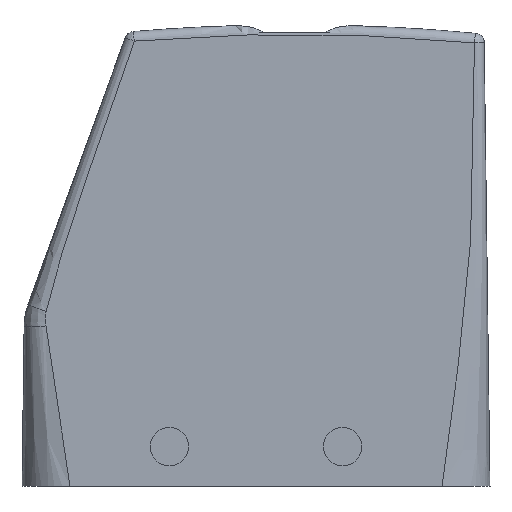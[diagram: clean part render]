
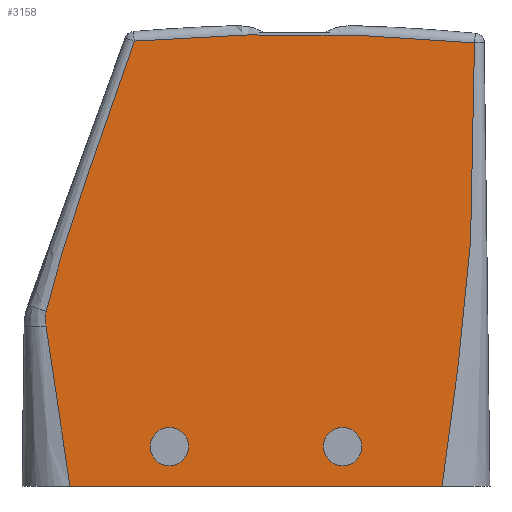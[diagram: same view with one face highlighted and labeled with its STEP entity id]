
A CAD part, left-side view. The second image highlights one B-rep face of the part: STEP entity #3158.
In plain terms, the highlighted planar face has unit normal (-1, 0, 0).
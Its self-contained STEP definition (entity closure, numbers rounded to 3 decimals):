
#2562=AXIS2_PLACEMENT_3D('Circle Axis2P3D',#2560,#2561,$) ;
#2574=AXIS2_PLACEMENT_3D('Circle Axis2P3D',#2572,#2573,$) ;
#2600=AXIS2_PLACEMENT_3D('Circle Axis2P3D',#2598,#2599,$) ;
#2612=AXIS2_PLACEMENT_3D('Circle Axis2P3D',#2610,#2611,$) ;
#3124=AXIS2_PLACEMENT_3D('Plane Axis2P3D',#3121,#3122,#3123) ;
#3139=AXIS2_PLACEMENT_3D('Circle Axis2P3D',#3137,#3138,$) ;
#471=CARTESIAN_POINT('Vertex',(7.5,7.487,0.)) ;
#476=CARTESIAN_POINT('Line Origine',(7.5,36.501,0.)) ;
#480=CARTESIAN_POINT('Vertex',(7.5,65.515,0.)) ;
#1764=CARTESIAN_POINT('Vertex',(7.5,69.243,24.955)) ;
#1768=CARTESIAN_POINT('Control Point',(7.5,69.235,27.257)) ;
#1769=CARTESIAN_POINT('Control Point',(7.5,69.284,26.997)) ;
#1770=CARTESIAN_POINT('Control Point',(7.5,69.32,26.735)) ;
#1771=CARTESIAN_POINT('Control Point',(7.5,69.342,26.472)) ;
#1772=CARTESIAN_POINT('Control Point',(7.5,69.358,26.005)) ;
#1773=CARTESIAN_POINT('Control Point',(7.5,69.329,25.545)) ;
#1774=CARTESIAN_POINT('Control Point',(7.5,69.309,25.346)) ;
#1775=CARTESIAN_POINT('Control Point',(7.5,69.28,25.149)) ;
#1776=CARTESIAN_POINT('Control Point',(7.5,69.243,24.955)) ;
#1777=CARTESIAN_POINT('Vertex',(7.5,69.235,27.257)) ;
#1965=CARTESIAN_POINT('Vertex',(7.5,55.485,69.452)) ;
#1969=CARTESIAN_POINT('Control Point',(7.5,55.485,69.452)) ;
#1970=CARTESIAN_POINT('Control Point',(7.5,56.167,67.538)) ;
#1971=CARTESIAN_POINT('Control Point',(7.5,56.839,65.641)) ;
#1972=CARTESIAN_POINT('Control Point',(7.5,57.494,63.782)) ;
#1973=CARTESIAN_POINT('Control Point',(7.5,59.354,58.465)) ;
#1974=CARTESIAN_POINT('Control Point',(7.5,61.186,53.145)) ;
#1975=CARTESIAN_POINT('Control Point',(7.5,62.346,49.749)) ;
#1976=CARTESIAN_POINT('Control Point',(7.5,63.917,45.136)) ;
#1977=CARTESIAN_POINT('Control Point',(7.5,65.442,40.513)) ;
#1978=CARTESIAN_POINT('Control Point',(7.5,65.815,39.371)) ;
#1979=CARTESIAN_POINT('Control Point',(7.5,66.589,36.935)) ;
#1980=CARTESIAN_POINT('Control Point',(7.5,67.321,34.488)) ;
#1981=CARTESIAN_POINT('Control Point',(7.5,67.672,33.268)) ;
#1982=CARTESIAN_POINT('Control Point',(7.5,68.181,31.43)) ;
#1983=CARTESIAN_POINT('Control Point',(7.5,68.66,29.584)) ;
#1984=CARTESIAN_POINT('Control Point',(7.5,68.817,28.967)) ;
#1985=CARTESIAN_POINT('Control Point',(7.5,68.994,28.254)) ;
#1986=CARTESIAN_POINT('Control Point',(7.5,69.167,27.54)) ;
#1987=CARTESIAN_POINT('Control Point',(7.5,69.19,27.446)) ;
#1988=CARTESIAN_POINT('Control Point',(7.5,69.212,27.352)) ;
#1989=CARTESIAN_POINT('Control Point',(7.5,69.235,27.257)) ;
#2181=CARTESIAN_POINT('Vertex',(7.5,2.421,69.176)) ;
#2550=CARTESIAN_POINT('Vertex',(7.5,21.245,5.241)) ;
#2557=CARTESIAN_POINT('Vertex',(7.5,24.755,7.159)) ;
#2560=CARTESIAN_POINT('Axis2P3D Location',(7.5,23.,6.2)) ;
#2572=CARTESIAN_POINT('Axis2P3D Location',(7.5,23.,6.2)) ;
#2588=CARTESIAN_POINT('Vertex',(7.5,48.245,7.159)) ;
#2595=CARTESIAN_POINT('Vertex',(7.5,51.755,5.241)) ;
#2598=CARTESIAN_POINT('Axis2P3D Location',(7.5,50.,6.2)) ;
#2610=CARTESIAN_POINT('Axis2P3D Location',(7.5,50.,6.2)) ;
#3075=CARTESIAN_POINT('Control Point',(7.5,2.421,69.176)) ;
#3076=CARTESIAN_POINT('Control Point',(7.5,2.418,66.926)) ;
#3077=CARTESIAN_POINT('Control Point',(7.5,2.421,64.676)) ;
#3078=CARTESIAN_POINT('Control Point',(7.5,2.432,62.426)) ;
#3079=CARTESIAN_POINT('Control Point',(7.5,2.466,57.92)) ;
#3080=CARTESIAN_POINT('Control Point',(7.5,2.523,53.413)) ;
#3081=CARTESIAN_POINT('Control Point',(7.5,2.559,51.051)) ;
#3082=CARTESIAN_POINT('Control Point',(7.5,2.726,42.567)) ;
#3083=CARTESIAN_POINT('Control Point',(7.5,3.166,34.086)) ;
#3084=CARTESIAN_POINT('Control Point',(7.5,3.797,27.863)) ;
#3085=CARTESIAN_POINT('Control Point',(7.5,4.828,19.684)) ;
#3086=CARTESIAN_POINT('Control Point',(7.5,5.942,11.512)) ;
#3087=CARTESIAN_POINT('Control Point',(7.5,6.213,9.533)) ;
#3088=CARTESIAN_POINT('Control Point',(7.5,6.635,6.431)) ;
#3089=CARTESIAN_POINT('Control Point',(7.5,7.05,3.327)) ;
#3090=CARTESIAN_POINT('Control Point',(7.5,7.197,2.216)) ;
#3091=CARTESIAN_POINT('Control Point',(7.5,7.342,1.109)) ;
#3092=CARTESIAN_POINT('Control Point',(7.5,7.487,0.)) ;
#3121=CARTESIAN_POINT('Axis2P3D Location',(7.5,-1.533,-30.8)) ;
#3127=CARTESIAN_POINT('Control Point',(7.5,69.243,24.955)) ;
#3128=CARTESIAN_POINT('Control Point',(7.5,68.818,21.443)) ;
#3129=CARTESIAN_POINT('Control Point',(7.5,68.315,17.927)) ;
#3130=CARTESIAN_POINT('Control Point',(7.5,67.763,14.458)) ;
#3131=CARTESIAN_POINT('Control Point',(7.5,66.953,9.429)) ;
#3132=CARTESIAN_POINT('Control Point',(7.5,66.171,4.389)) ;
#3133=CARTESIAN_POINT('Control Point',(7.5,65.951,2.94)) ;
#3134=CARTESIAN_POINT('Control Point',(7.5,65.733,1.482)) ;
#3135=CARTESIAN_POINT('Control Point',(7.5,65.515,0.)) ;
#3137=CARTESIAN_POINT('Axis2P3D Location',(7.5,30.5,-228.)) ;
#477=DIRECTION('Vector Direction',(0.,-1.,0.)) ;
#2561=DIRECTION('Axis2P3D Direction',(1.,0.,-0.)) ;
#2573=DIRECTION('Axis2P3D Direction',(1.,0.,-0.)) ;
#2599=DIRECTION('Axis2P3D Direction',(-1.,0.,0.)) ;
#2611=DIRECTION('Axis2P3D Direction',(-1.,0.,0.)) ;
#3122=DIRECTION('Axis2P3D Direction',(-1.,0.,0.)) ;
#3123=DIRECTION('Axis2P3D XDirection',(0.,-0.17,0.985)) ;
#3138=DIRECTION('Axis2P3D Direction',(-1.,0.,0.)) ;
#478=VECTOR('Line Direction',#477,1.) ;
#3143=ORIENTED_EDGE('',*,*,#1990,.F.) ;
#3144=ORIENTED_EDGE('',*,*,#1779,.F.) ;
#3145=ORIENTED_EDGE('',*,*,#3136,.F.) ;
#3146=ORIENTED_EDGE('',*,*,#482,.T.) ;
#3147=ORIENTED_EDGE('',*,*,#3093,.T.) ;
#3148=ORIENTED_EDGE('',*,*,#3141,.T.) ;
#3151=ORIENTED_EDGE('',*,*,#2614,.F.) ;
#3152=ORIENTED_EDGE('',*,*,#2602,.F.) ;
#3155=ORIENTED_EDGE('',*,*,#2576,.F.) ;
#3156=ORIENTED_EDGE('',*,*,#2564,.F.) ;
#3153=FACE_BOUND('',#3150,.T.) ;
#3157=FACE_BOUND('',#3154,.T.) ;
#3158=ADVANCED_FACE('HOUSING',(#3149,#3153,#3157),#3125,.T.) ;
#1767=B_SPLINE_CURVE_WITH_KNOTS('',5,(#1768,#1769,#1770,#1771,#1772,#1773,#1774,#1775,#1776),.UNSPECIFIED.,.F.,.U.,(6,3,6),(204.023,207.004,209.326),.UNSPECIFIED.) ;
#1968=B_SPLINE_CURVE_WITH_KNOTS('',5,(#1969,#1970,#1971,#1972,#1973,#1974,#1975,#1976,#1977,#1978,#1979,#1980,#1981,#1982,#1983,#1984,#1985,#1986,#1987,#1988,#1989),.UNSPECIFIED.,.F.,.U.,(6,3,3,3,3,3,6),(46.846,64.445,95.496,106.64,117.663,123.195,124.039),.UNSPECIFIED.) ;
#3074=B_SPLINE_CURVE_WITH_KNOTS('',5,(#3075,#3076,#3077,#3078,#3079,#3080,#3081,#3082,#3083,#3084,#3085,#3086,#3087,#3088,#3089,#3090,#3091,#3092),.UNSPECIFIED.,.F.,.U.,(6,3,3,3,3,6),(31.572,51.057,70.599,124.533,141.764,151.553),.UNSPECIFIED.) ;
#3126=B_SPLINE_CURVE_WITH_KNOTS('',5,(#3127,#3128,#3129,#3130,#3131,#3132,#3133,#3134,#3135),.UNSPECIFIED.,.F.,.U.,(6,3,6),(130.523,161.229,174.387),.UNSPECIFIED.) ;
#2563=CIRCLE('generated circle',#2562,2.) ;
#2575=CIRCLE('generated circle',#2574,2.) ;
#2601=CIRCLE('generated circle',#2600,2.) ;
#2613=CIRCLE('generated circle',#2612,2.) ;
#3140=CIRCLE('generated circle',#3139,298.5) ;
#482=EDGE_CURVE('',#481,#472,#479,.T.) ;
#1779=EDGE_CURVE('',#1765,#1778,#1767,.F.) ;
#1990=EDGE_CURVE('',#1778,#1966,#1968,.F.) ;
#2564=EDGE_CURVE('',#2558,#2551,#2563,.F.) ;
#2576=EDGE_CURVE('',#2551,#2558,#2575,.F.) ;
#2602=EDGE_CURVE('',#2596,#2589,#2601,.T.) ;
#2614=EDGE_CURVE('',#2589,#2596,#2613,.T.) ;
#3093=EDGE_CURVE('',#472,#2182,#3074,.F.) ;
#3136=EDGE_CURVE('',#481,#1765,#3126,.F.) ;
#3141=EDGE_CURVE('',#2182,#1966,#3140,.T.) ;
#3142=EDGE_LOOP('',(#3143,#3144,#3145,#3146,#3147,#3148)) ;
#3150=EDGE_LOOP('',(#3151,#3152)) ;
#3154=EDGE_LOOP('',(#3155,#3156)) ;
#3149=FACE_OUTER_BOUND('',#3142,.T.) ;
#479=LINE('Line',#476,#478) ;
#3125=PLANE('',#3124) ;
#472=VERTEX_POINT('',#471) ;
#481=VERTEX_POINT('',#480) ;
#1765=VERTEX_POINT('',#1764) ;
#1778=VERTEX_POINT('',#1777) ;
#1966=VERTEX_POINT('',#1965) ;
#2182=VERTEX_POINT('',#2181) ;
#2551=VERTEX_POINT('',#2550) ;
#2558=VERTEX_POINT('',#2557) ;
#2589=VERTEX_POINT('',#2588) ;
#2596=VERTEX_POINT('',#2595) ;
